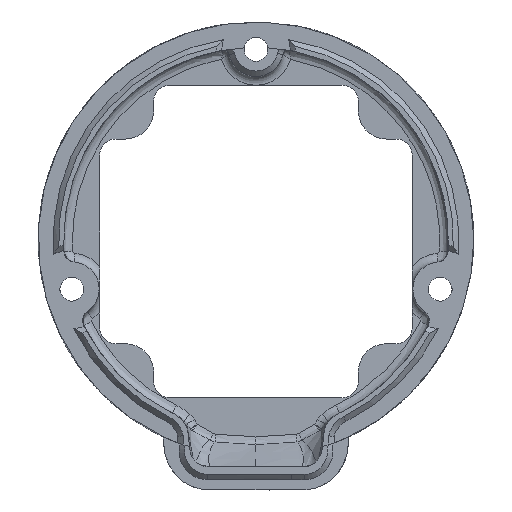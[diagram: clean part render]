
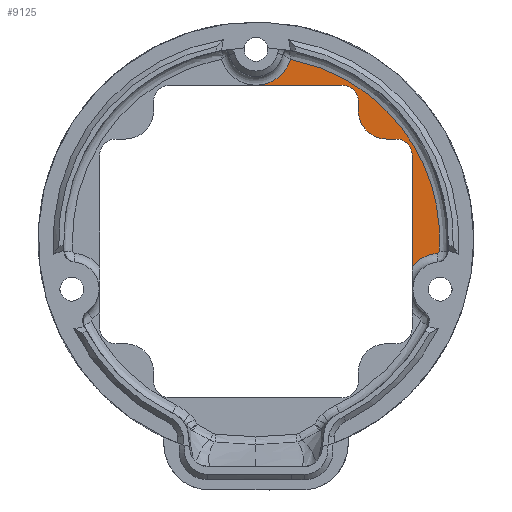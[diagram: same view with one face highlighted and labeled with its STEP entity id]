
A CAD part, left-side view. The second image highlights one B-rep face of the part: STEP entity #9125.
In plain terms, the highlighted planar face has unit normal (-1, 0, 0).
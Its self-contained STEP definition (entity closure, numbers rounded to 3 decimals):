
#181=PLANE('',#9872);
#609=B_SPLINE_CURVE_WITH_KNOTS('',3,(#18956,#18957,#18958,#18959,#18960,
#18961,#18962),.UNSPECIFIED.,.F.,.F.,(4,3,4),(0.,0.009,0.022),
 .UNSPECIFIED.);
#759=B_SPLINE_CURVE_WITH_KNOTS('',3,(#21713,#21714,#21715,#21716,#21717,
#21718,#21719,#21720,#21721,#21722,#21723),.UNSPECIFIED.,.F.,.F.,(4,2,2,
1,2,4),(-4.841,-4.23,-2.926,-1.622,
-0.319,0.),.UNSPECIFIED.);
#760=B_SPLINE_CURVE_WITH_KNOTS('',3,(#21751,#21752,#21753,#21754,#21755),
 .UNSPECIFIED.,.F.,.F.,(4,1,4),(-0.057,-0.025,
0.),.UNSPECIFIED.);
#1430=FACE_OUTER_BOUND('',#2018,.T.);
#2018=EDGE_LOOP('',(#7802,#7803,#7804,#7805,#7806,#7807,#7808,#7809,#7810,
#7811,#7812,#7813));
#2404=LINE('',#18921,#2827);
#2460=LINE('',#23108,#2883);
#2461=LINE('',#23111,#2884);
#2462=LINE('',#23113,#2885);
#2827=VECTOR('',#11202,10.);
#2883=VECTOR('',#11532,10.);
#2884=VECTOR('',#11535,10.);
#2885=VECTOR('',#11536,10.);
#3323=CIRCLE('',#9860,6.6);
#3329=CIRCLE('',#9867,6.6);
#3334=CIRCLE('',#9873,5.2);
#3335=CIRCLE('',#9874,3.);
#3336=CIRCLE('',#9875,3.);
#3918=VERTEX_POINT('',#18919);
#3919=VERTEX_POINT('',#18920);
#3923=VERTEX_POINT('',#18954);
#4110=VERTEX_POINT('',#21260);
#4120=VERTEX_POINT('',#21642);
#4122=VERTEX_POINT('',#21712);
#4123=VERTEX_POINT('',#21750);
#4124=VERTEX_POINT('',#21758);
#4154=VERTEX_POINT('',#23105);
#4155=VERTEX_POINT('',#23107);
#4156=VERTEX_POINT('',#23109);
#4157=VERTEX_POINT('',#23112);
#5077=EDGE_CURVE('',#3918,#3919,#2404,.T.);
#5083=EDGE_CURVE('',#3923,#3918,#609,.T.);
#5366=EDGE_CURVE('',#4120,#4110,#3323,.T.);
#5369=EDGE_CURVE('',#4110,#4122,#759,.T.);
#5371=EDGE_CURVE('',#4122,#4123,#760,.T.);
#5375=EDGE_CURVE('',#4123,#4124,#3329,.T.);
#5422=EDGE_CURVE('',#4154,#3923,#3334,.T.);
#5423=EDGE_CURVE('',#4155,#4154,#2460,.T.);
#5424=EDGE_CURVE('',#4156,#4155,#3335,.T.);
#5425=EDGE_CURVE('',#4124,#4156,#2461,.T.);
#5426=EDGE_CURVE('',#4157,#4120,#2462,.T.);
#5427=EDGE_CURVE('',#3919,#4157,#3336,.T.);
#7802=ORIENTED_EDGE('',*,*,#5077,.F.);
#7803=ORIENTED_EDGE('',*,*,#5083,.F.);
#7804=ORIENTED_EDGE('',*,*,#5422,.F.);
#7805=ORIENTED_EDGE('',*,*,#5423,.F.);
#7806=ORIENTED_EDGE('',*,*,#5424,.F.);
#7807=ORIENTED_EDGE('',*,*,#5425,.F.);
#7808=ORIENTED_EDGE('',*,*,#5375,.F.);
#7809=ORIENTED_EDGE('',*,*,#5371,.F.);
#7810=ORIENTED_EDGE('',*,*,#5369,.F.);
#7811=ORIENTED_EDGE('',*,*,#5366,.F.);
#7812=ORIENTED_EDGE('',*,*,#5426,.F.);
#7813=ORIENTED_EDGE('',*,*,#5427,.F.);
#9125=ADVANCED_FACE('',(#1430),#181,.F.);
#9860=AXIS2_PLACEMENT_3D('',#21654,#11504,#11505);
#9867=AXIS2_PLACEMENT_3D('',#21782,#11518,#11519);
#9872=AXIS2_PLACEMENT_3D('',#23104,#11528,#11529);
#9873=AXIS2_PLACEMENT_3D('',#23106,#11530,#11531);
#9874=AXIS2_PLACEMENT_3D('',#23110,#11533,#11534);
#9875=AXIS2_PLACEMENT_3D('',#23114,#11537,#11538);
#11202=DIRECTION('',(0.,0.,1.));
#11504=DIRECTION('center_axis',(-1.,0.,0.));
#11505=DIRECTION('ref_axis',(0.,0.,
-1.));
#11518=DIRECTION('center_axis',(-1.,0.,0.));
#11519=DIRECTION('ref_axis',(0.,0.966,0.259));
#11528=DIRECTION('center_axis',(1.,0.,0.));
#11529=DIRECTION('ref_axis',(0.,1.,0.));
#11530=DIRECTION('center_axis',(1.,0.,0.));
#11531=DIRECTION('ref_axis',(0.,0.,
-1.));
#11532=DIRECTION('',(0.,1.,0.));
#11533=DIRECTION('center_axis',(-1.,0.,0.));
#11534=DIRECTION('ref_axis',(0.,0.,
1.));
#11535=DIRECTION('',(0.,0.,1.));
#11536=DIRECTION('',(0.,1.,0.));
#11537=DIRECTION('center_axis',(-1.,0.,0.));
#11538=DIRECTION('ref_axis',(0.,0.,
1.));
#18919=CARTESIAN_POINT('',(69.55,-18.791,23.521));
#18920=CARTESIAN_POINT('',(69.55,-18.791,25.409));
#18921=CARTESIAN_POINT('',(69.55,-18.791,9.894));
#18954=CARTESIAN_POINT('',(69.55,-18.816,23.205));
#18956=CARTESIAN_POINT('Ctrl Pts',(69.55,-18.816,23.205));
#18957=CARTESIAN_POINT('Ctrl Pts',(69.55,-18.812,23.246));
#18958=CARTESIAN_POINT('Ctrl Pts',(69.55,-18.808,23.289));
#18959=CARTESIAN_POINT('Ctrl Pts',(69.55,-18.805,23.333));
#18960=CARTESIAN_POINT('Ctrl Pts',(69.55,-18.8,23.395));
#18961=CARTESIAN_POINT('Ctrl Pts',(69.55,-18.796,23.458));
#18962=CARTESIAN_POINT('Ctrl Pts',(69.55,-18.791,23.521));
#21260=CARTESIAN_POINT('',(69.55,-6.328,33.126));
#21642=CARTESIAN_POINT('',(69.55,-0.351,28.409));
#21654=CARTESIAN_POINT('Origin',(69.55,0.,35.));
#21712=CARTESIAN_POINT('',(69.55,-33.668,-2.104));
#21713=CARTESIAN_POINT('Ctrl Pts',(69.55,-6.328,33.126));
#21714=CARTESIAN_POINT('Ctrl Pts',(69.55,-8.345,32.741));
#21715=CARTESIAN_POINT('Ctrl Pts',(69.55,-10.336,32.168));
#21716=CARTESIAN_POINT('Ctrl Pts',(69.55,-16.307,29.85));
#21717=CARTESIAN_POINT('Ctrl Pts',(69.55,-20.078,27.451));
#21718=CARTESIAN_POINT('Ctrl Pts',(69.55,-26.417,21.431));
#21719=CARTESIAN_POINT('Ctrl Pts',(69.55,-31.567,14.146));
#21720=CARTESIAN_POINT('Ctrl Pts',(69.55,-33.574,5.478));
#21721=CARTESIAN_POINT('Ctrl Pts',(69.55,-33.751,0.022));
#21722=CARTESIAN_POINT('Ctrl Pts',(69.55,-33.734,-1.044));
#21723=CARTESIAN_POINT('Ctrl Pts',(69.55,-33.668,-2.104));
#21750=CARTESIAN_POINT('',(69.55,-33.3,-2.478));
#21751=CARTESIAN_POINT('Ctrl Pts',(69.55,-33.668,-2.104));
#21752=CARTESIAN_POINT('Ctrl Pts',(69.55,-33.661,-2.213));
#21753=CARTESIAN_POINT('Ctrl Pts',(69.55,-33.567,-2.397));
#21754=CARTESIAN_POINT('Ctrl Pts',(69.55,-33.381,-2.472));
#21755=CARTESIAN_POINT('Ctrl Pts',(69.55,-33.3,-2.478));
#21758=CARTESIAN_POINT('',(69.55,-28.691,-4.889));
#21782=CARTESIAN_POINT('Origin',(69.55,-33.807,-9.059));
#23104=CARTESIAN_POINT('Origin',(69.55,0.,-3.922));
#23105=CARTESIAN_POINT('',(69.55,-23.991,18.509));
#23106=CARTESIAN_POINT('Origin',(69.55,-23.991,23.709));
#23107=CARTESIAN_POINT('',(69.55,-25.691,18.509));
#23108=CARTESIAN_POINT('',(69.55,-12.846,18.509));
#23109=CARTESIAN_POINT('',(69.55,-28.691,15.509));
#23110=CARTESIAN_POINT('Origin',(69.55,-25.691,15.509));
#23111=CARTESIAN_POINT('',(69.55,-28.691,-10.006));
#23112=CARTESIAN_POINT('',(69.55,-15.791,28.409));
#23113=CARTESIAN_POINT('',(69.55,-7.896,28.409));
#23114=CARTESIAN_POINT('Origin',(69.55,-15.791,25.409));
